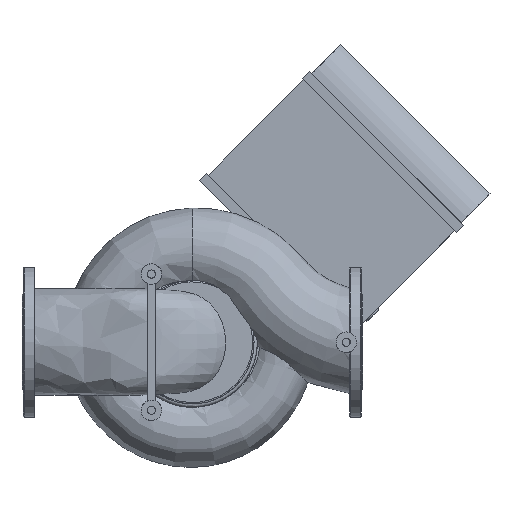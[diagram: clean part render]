
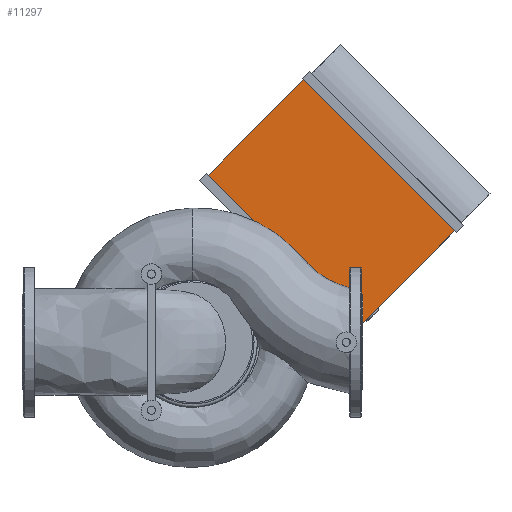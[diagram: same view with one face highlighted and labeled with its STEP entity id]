
A CAD part, front view. The second image highlights one B-rep face of the part: STEP entity #11297.
In plain terms, the highlighted planar face has unit normal (0, -1, 0).
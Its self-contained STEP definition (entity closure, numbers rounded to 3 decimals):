
#1035=LINE($,#26636,#1980);
#1067=LINE($,#26715,#2012);
#1068=LINE($,#26717,#2013);
#1069=LINE($,#26718,#2014);
#1980=VECTOR($,#15458,198.);
#2012=VECTOR($,#15530,314.);
#2013=VECTOR($,#15531,198.);
#2014=VECTOR($,#15532,314.);
#2514=PLANE($,#12478);
#3307=FACE_OUTER_BOUND($,#4119,.T.);
#4119=EDGE_LOOP($,(#10182,#10183,#10184,#10185));
#5630=VERTEX_POINT($,#26633);
#5631=VERTEX_POINT($,#26635);
#5658=VERTEX_POINT($,#26714);
#5659=VERTEX_POINT($,#26716);
#7151=EDGE_CURVE($,#5631,#5630,#1035,.T.);
#7189=EDGE_CURVE($,#5658,#5630,#1067,.T.);
#7190=EDGE_CURVE($,#5658,#5659,#1068,.T.);
#7191=EDGE_CURVE($,#5659,#5631,#1069,.T.);
#10182=ORIENTED_EDGE($,*,*,#7151,.T.);
#10183=ORIENTED_EDGE($,*,*,#7189,.F.);
#10184=ORIENTED_EDGE($,*,*,#7190,.T.);
#10185=ORIENTED_EDGE($,*,*,#7191,.T.);
#11297=ADVANCED_FACE($,(#3307),#2514,.T.);
#12478=AXIS2_PLACEMENT_3D($,#26713,#15528,#15529);
#15458=DIRECTION($,(0.707,0.,0.707));
#15528=DIRECTION('center_axis',(0.,-1.,0.));
#15529=DIRECTION('ref_axis',(0.707,0.,-0.707));
#15530=DIRECTION($,(0.707,0.,-0.707));
#15531=DIRECTION($,(-0.707,0.,-0.707));
#15532=DIRECTION($,(0.707,0.,-0.707));
#26633=CARTESIAN_POINT('',(635.373,366.,163.342));
#26635=CARTESIAN_POINT('',(495.366,366.,23.335));
#26636=CARTESIAN_POINT($,(600.371,366.,128.34));
#26713=CARTESIAN_POINT('Origin',(524.357,366.,274.357));
#26714=CARTESIAN_POINT('',(413.342,366.,385.373));
#26715=CARTESIAN_POINT($,(524.357,366.,274.357));
#26716=CARTESIAN_POINT('',(273.335,366.,245.366));
#26717=CARTESIAN_POINT($,(378.34,366.,350.371));
#26718=CARTESIAN_POINT($,(384.35,366.,134.35));
